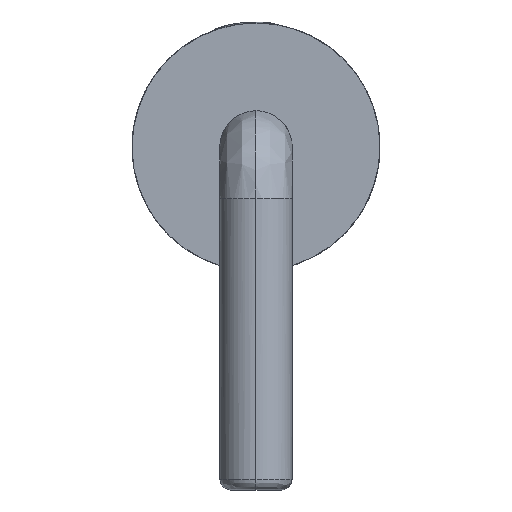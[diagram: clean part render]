
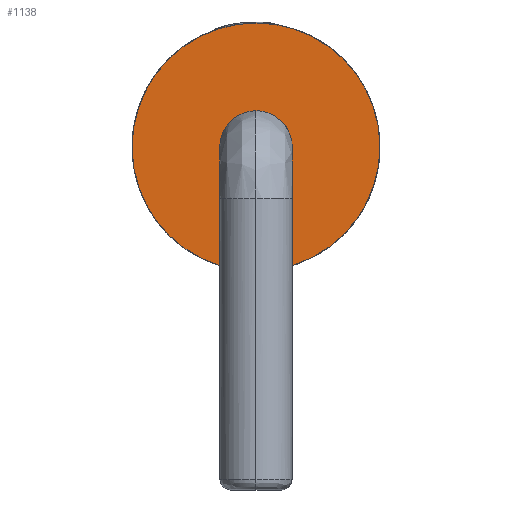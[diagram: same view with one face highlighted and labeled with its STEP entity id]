
A CAD part, left-side view. The second image highlights one B-rep face of the part: STEP entity #1138.
In plain terms, the highlighted free-form (B-spline) face has degree [1, 1] with [2, 2] control points.
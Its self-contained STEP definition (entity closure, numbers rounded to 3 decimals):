
#6 = CARTESIAN_POINT ( 'NONE',  ( -2.5, 0., 2.52 ) ) ;
#19 = B_SPLINE_CURVE_WITH_KNOTS ( 'NONE', 3,
 ( #1089, #2598, #2590, #660, #458, #1529, #1293, #1741, #1959, #6 ),
 .UNSPECIFIED., .F., .F.,
 ( 4, 2, 2, 2, 4 ),
 ( 0., 0.785, 1.571, 2.356, 3.142 ),
 .UNSPECIFIED. ) ;
#21 = CARTESIAN_POINT ( 'NONE',  ( -2.5, 1.2, 1.005 ) ) ;
#35 = CARTESIAN_POINT ( 'NONE',  ( -2.5, 1.2, 1.635 ) ) ;
#102 = ORIENTED_EDGE ( 'NONE', *, *, #1554, .F. ) ;
#138 = VERTEX_POINT ( 'NONE', #1235 ) ;
#197 = CARTESIAN_POINT ( 'NONE',  ( -2.5, 0., 2.52 ) ) ;
#256 = B_SPLINE_CURVE_WITH_KNOTS ( 'NONE', 3,
 ( #1056, #1254, #841, #2080, #1018, #1232, #1666, #1868, #2548, #2738 ),
 .UNSPECIFIED., .F., .F.,
 ( 4, 2, 2, 2, 4 ),
 ( 0., 0.785, 1.571, 2.356, 3.142 ),
 .UNSPECIFIED. ) ;
#383 = ORIENTED_EDGE ( 'NONE', *, *, #580, .T. ) ;
#458 = CARTESIAN_POINT ( 'NONE',  ( -2.5, -1.2, 1.005 ) ) ;
#488 = ORIENTED_EDGE ( 'NONE', *, *, #1698, .T. ) ;
#518 = CARTESIAN_POINT ( 'NONE',  ( -2.5, 0.205, 0.97 ) ) ;
#580 = EDGE_CURVE ( 'NONE', #2203, #138, #2301, .T. ) ;
#603 = VERTEX_POINT ( 'NONE', #1111 ) ;
#615 = ORIENTED_EDGE ( 'NONE', *, *, #2130, .T. ) ;
#660 = CARTESIAN_POINT ( 'NONE',  ( -2.5, -1.071, 0.694 ) ) ;
#672 = EDGE_LOOP ( 'NONE', ( #488, #102 ) ) ;
#679 = CARTESIAN_POINT ( 'NONE',  ( -2.5, 0., 2.52 ) ) ;
#697 = CARTESIAN_POINT ( 'NONE',  ( -2.5, 0.315, 2.52 ) ) ;
#776 = EDGE_LOOP ( 'NONE', ( #615, #383 ) ) ;
#841 = CARTESIAN_POINT ( 'NONE',  ( -2.5, -0.182, 1.633 ) ) ;
#895 = CARTESIAN_POINT ( 'NONE',  ( -2.5, 0.626, 2.391 ) ) ;
#909 = CARTESIAN_POINT ( 'NONE',  ( -2.5, -1.214, 2.534 ) ) ;
#1018 = CARTESIAN_POINT ( 'NONE',  ( -2.5, -0.35, 1.413 ) ) ;
#1056 = CARTESIAN_POINT ( 'NONE',  ( -2.5, 0., 1.67 ) ) ;
#1089 = CARTESIAN_POINT ( 'NONE',  ( -2.5, 0., 0.12 ) ) ;
#1111 = CARTESIAN_POINT ( 'NONE',  ( -2.5, 0., 0.97 ) ) ;
#1138 = ADVANCED_FACE ( 'NONE', ( #1430, #1916 ), #2377, .F. ) ;
#1232 = CARTESIAN_POINT ( 'NONE',  ( -2.5, -0.35, 1.227 ) ) ;
#1235 = CARTESIAN_POINT ( 'NONE',  ( -2.5, 0., 0.12 ) ) ;
#1254 = CARTESIAN_POINT ( 'NONE',  ( -2.5, -0.093, 1.67 ) ) ;
#1293 = CARTESIAN_POINT ( 'NONE',  ( -2.5, -1.071, 1.946 ) ) ;
#1324 = CARTESIAN_POINT ( 'NONE',  ( -2.5, 1.071, 1.946 ) ) ;
#1366 = CARTESIAN_POINT ( 'NONE',  ( -2.5, 0.35, 1.525 ) ) ;
#1390 = CARTESIAN_POINT ( 'NONE',  ( -2.5, -1.214, 0.106 ) ) ;
#1430 = FACE_BOUND ( 'NONE', #672, .T. ) ;
#1515 = CARTESIAN_POINT ( 'NONE',  ( -2.5, 0.315, 0.12 ) ) ;
#1521 =( BOUNDED_CURVE ( )  B_SPLINE_CURVE ( 3, ( #1801, #2235, #1366, #2223, #1807, #518, #2631 ),
 .UNSPECIFIED., .F., .T. ) 
 B_SPLINE_CURVE_WITH_KNOTS ( ( 4, 3, 4 ),
 ( -3.142, -1.571, 0. ),
 .UNSPECIFIED. ) 
 CURVE ( )  GEOMETRIC_REPRESENTATION_ITEM ( )  RATIONAL_B_SPLINE_CURVE ( ( 1., 0.805, 0.805, 1., 0.805, 0.805, 1. ) ) 
 REPRESENTATION_ITEM ( '' )  );
#1529 = CARTESIAN_POINT ( 'NONE',  ( -2.5, -1.2, 1.635 ) ) ;
#1544 = CARTESIAN_POINT ( 'NONE',  ( -2.5, 0., 0.12 ) ) ;
#1554 = EDGE_CURVE ( 'NONE', #2051, #603, #1521, .T. ) ;
#1599 = CARTESIAN_POINT ( 'NONE',  ( -2.5, 1.214, 0.106 ) ) ;
#1666 = CARTESIAN_POINT ( 'NONE',  ( -2.5, -0.313, 1.138 ) ) ;
#1698 = EDGE_CURVE ( 'NONE', #2051, #603, #256, .T. ) ;
#1741 = CARTESIAN_POINT ( 'NONE',  ( -2.5, -0.626, 2.391 ) ) ;
#1801 = CARTESIAN_POINT ( 'NONE',  ( -2.5, 0., 1.67 ) ) ;
#1806 = CARTESIAN_POINT ( 'NONE',  ( -2.5, 1.214, 2.534 ) ) ;
#1807 = CARTESIAN_POINT ( 'NONE',  ( -2.5, 0.35, 1.115 ) ) ;
#1868 = CARTESIAN_POINT ( 'NONE',  ( -2.5, -0.182, 1.007 ) ) ;
#1916 = FACE_OUTER_BOUND ( 'NONE', #776, .T. ) ;
#1959 = CARTESIAN_POINT ( 'NONE',  ( -2.5, -0.315, 2.52 ) ) ;
#2051 = VERTEX_POINT ( 'NONE', #2107 ) ;
#2080 = CARTESIAN_POINT ( 'NONE',  ( -2.5, -0.313, 1.502 ) ) ;
#2107 = CARTESIAN_POINT ( 'NONE',  ( -2.5, 0., 1.67 ) ) ;
#2130 = EDGE_CURVE ( 'NONE', #138, #2203, #19, .T. ) ;
#2193 = CARTESIAN_POINT ( 'NONE',  ( -2.5, 1.071, 0.694 ) ) ;
#2203 = VERTEX_POINT ( 'NONE', #679 ) ;
#2223 = CARTESIAN_POINT ( 'NONE',  ( -2.5, 0.35, 1.32 ) ) ;
#2235 = CARTESIAN_POINT ( 'NONE',  ( -2.5, 0.205, 1.67 ) ) ;
#2301 = B_SPLINE_CURVE_WITH_KNOTS ( 'NONE', 3,
 ( #197, #697, #895, #1324, #35, #21, #2193, #2597, #1515, #1544 ),
 .UNSPECIFIED., .F., .F.,
 ( 4, 2, 2, 2, 4 ),
 ( 0., 0.785, 1.571, 2.356, 3.142 ),
 .UNSPECIFIED. ) ;
#2377 = B_SPLINE_SURFACE_WITH_KNOTS ( 'NONE', 1, 1, ( 
 ( #909, #1806 ),
 ( #1390, #1599 ) ),
 .UNSPECIFIED., .F., .F., .F.,
 ( 2, 2 ),
 ( 2, 2 ),
 ( 0., 1. ),
 ( 0., 1. ),
 .UNSPECIFIED. ) ;
#2548 = CARTESIAN_POINT ( 'NONE',  ( -2.5, -0.093, 0.97 ) ) ;
#2590 = CARTESIAN_POINT ( 'NONE',  ( -2.5, -0.626, 0.249 ) ) ;
#2597 = CARTESIAN_POINT ( 'NONE',  ( -2.5, 0.626, 0.249 ) ) ;
#2598 = CARTESIAN_POINT ( 'NONE',  ( -2.5, -0.315, 0.12 ) ) ;
#2631 = CARTESIAN_POINT ( 'NONE',  ( -2.5, 0., 0.97 ) ) ;
#2738 = CARTESIAN_POINT ( 'NONE',  ( -2.5, 0., 0.97 ) ) ;
